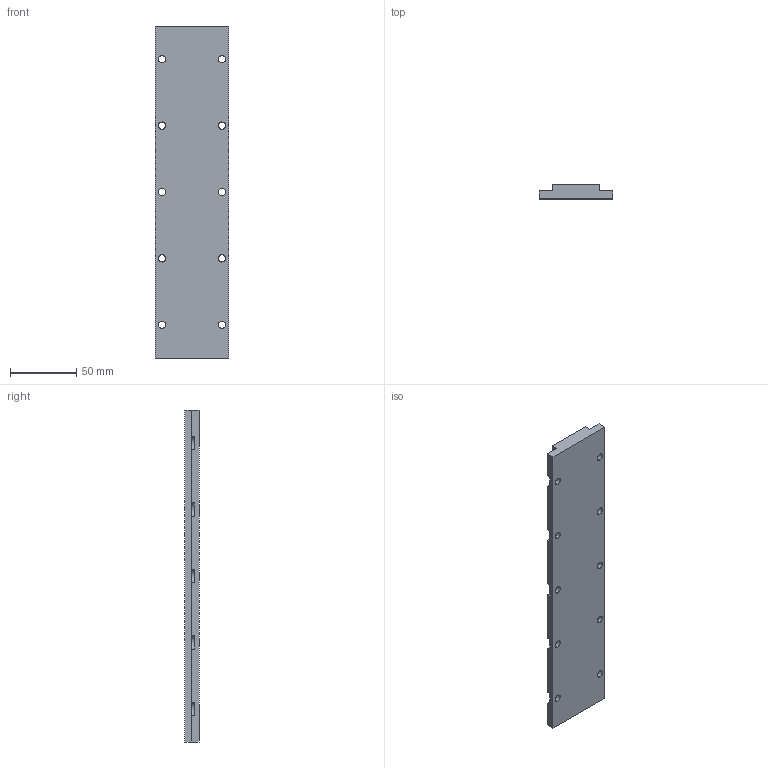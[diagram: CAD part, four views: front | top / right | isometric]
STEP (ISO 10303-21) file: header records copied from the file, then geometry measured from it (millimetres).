
FILE_DESCRIPTION (( 'STEP AP203' ), '1' );
FILE_NAME ('ZW3A-H35-250MNS-MODEL.step', '2022-09-22T02:13:55', ( '' ), ( '' ), 'SwSTEP 2.0', 'SolidWorks 2020', '' );
FILE_SCHEMA (( 'CONFIG_CONTROL_DESIGN' ));
Length unit declared in the file: millimetre
Products named in the file (1): ZW3A-H35-250MNS-MODEL
Bounding box: 55 x 10.7 x 250 mm (x, y, z)
Volume: 121024.7 mm3; surface area: 34391.3 mm2
Topology: 1 solids, 1 shells, 112 faces, 307 edges, 198 vertices
Faces by surface type: plane 73, cylinder 35, bspline 4
Entity records: 3770 total; most frequent: CARTESIAN_POINT 758, ORIENTED_EDGE 614, DIRECTION 607, EDGE_CURVE 307, LINE 209, VECTOR 209, AXIS2_PLACEMENT_3D 199, VERTEX_POINT 198
